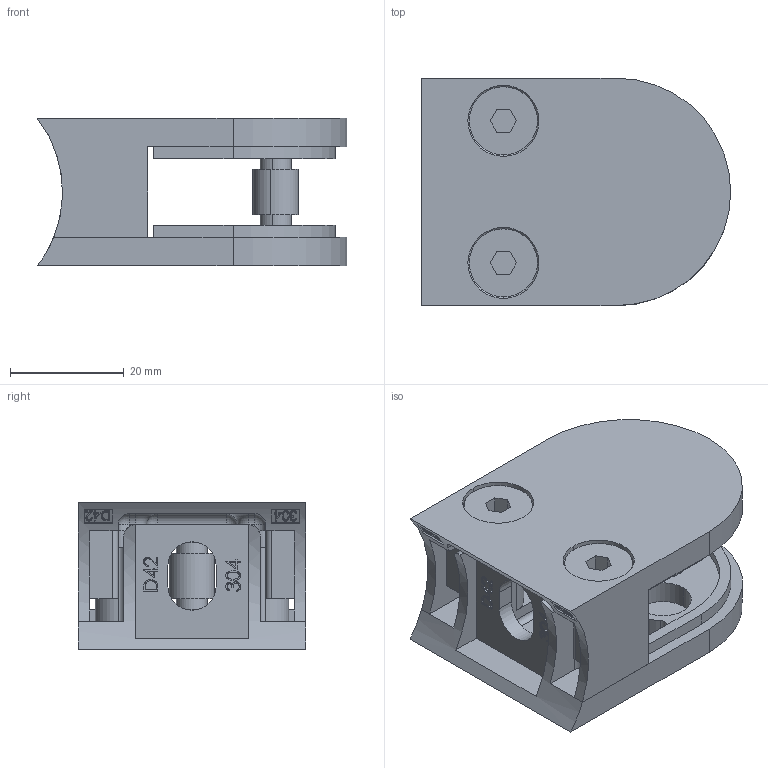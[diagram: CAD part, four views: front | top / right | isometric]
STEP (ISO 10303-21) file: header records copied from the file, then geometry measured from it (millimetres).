
FILE_DESCRIPTION (( 'STEP AP214' ), '1' );
FILE_NAME ('A_2000-042.STEP', '2022-11-03T10:53:24', ( '' ), ( '' ), 'SwSTEP 2.0', 'SolidWorks 2019', '' );
FILE_SCHEMA (( 'AUTOMOTIVE_DESIGN' ));
Length unit declared in the file: millimetre
Products named in the file (7): Skrutka DIN 7991_Skrutka M 6x 16; A_2000-042.P3_skupina; A_2000-042.P31; A_2000-042.P1; A_2000-042.P32; A_2000-042; A_2000-042.P2
Assembly tree (7 placements, depth 3):
  A_2000-042
    A_2000-042.P1
    A_2000-042.P2
    Skrutka DIN 7991_Skrutka M 6x 16  x2
    A_2000-042.P3_skupina
      A_2000-042.P31
      A_2000-042.P32
Bounding box: 54.45 x 40 x 26 mm (x, y, z)
Volume: 22239 mm3; surface area: 17424.8 mm2
Topology: 6 solids, 6 shells, 584 faces, 1480 edges, 954 vertices
Faces by surface type: plane 312, bspline 120, cylinder 116, cone 24, sphere 10, torus 2
Entity records: 24614 total; most frequent: CARTESIAN_POINT 11244, ORIENTED_EDGE 2860, DIRECTION 2350, EDGE_CURVE 1430, VECTOR 938, LINE 938, VERTEX_POINT 932, AXIS2_PLACEMENT_3D 706
